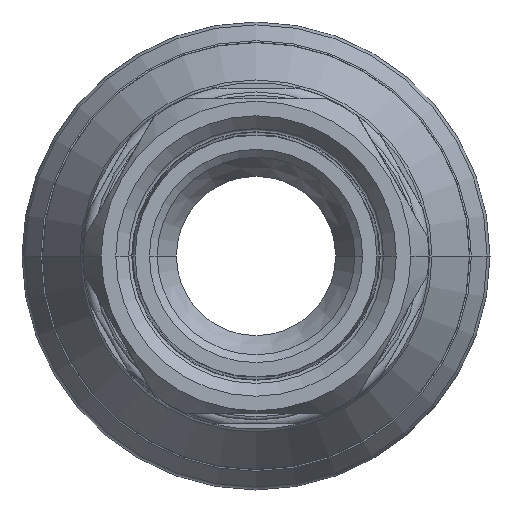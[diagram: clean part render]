
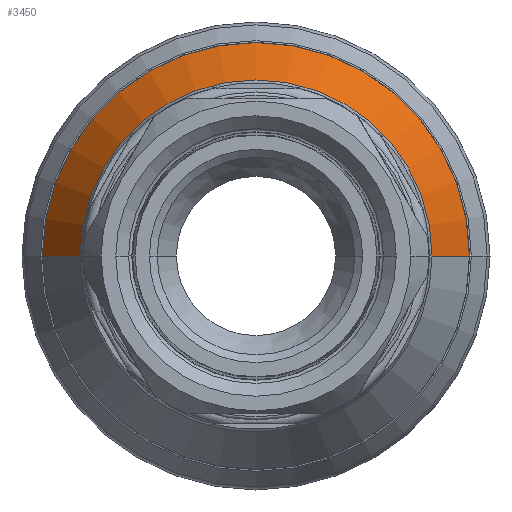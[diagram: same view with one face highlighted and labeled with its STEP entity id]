
A CAD part, left-side view. The second image highlights one B-rep face of the part: STEP entity #3450.
In plain terms, the highlighted conical face has half-angle 30.444 degrees and reference radius 16.367 mm.
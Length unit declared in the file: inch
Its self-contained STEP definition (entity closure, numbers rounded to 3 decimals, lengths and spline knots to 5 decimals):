
#1963=CARTESIAN_POINT('',(0.58358,0.,0.));
#1964=DIRECTION('',(-1.,0.,0.));
#1965=DIRECTION('',(0.,-1.,0.));
#1966=AXIS2_PLACEMENT_3D('',#1963,#1964,#1965);
#1968=CARTESIAN_POINT('',(0.38092,0.,0.));
#1969=DIRECTION('',(1.,0.,0.));
#1970=DIRECTION('',(0.,1.,0.));
#1971=AXIS2_PLACEMENT_3D('',#1968,#1969,#1970);
#1996=DIRECTION('',(-0.862,-0.507,0.));
#1997=VECTOR('',#1996,0.23507);
#1998=CARTESIAN_POINT('',(0.58358,0.67629,0.));
#1999=LINE('',#1998,#1997);
#2005=DIRECTION('',(-0.862,0.507,0.));
#2006=VECTOR('',#2005,0.23507);
#2007=CARTESIAN_POINT('',(0.58358,-0.67629,0.));
#2008=LINE('',#2007,#2006);
#2726=CARTESIAN_POINT('',(0.38092,0.55718,0.));
#2727=CARTESIAN_POINT('',(0.38092,-0.55718,0.));
#2728=VERTEX_POINT('',#2726);
#2729=VERTEX_POINT('',#2727);
#2834=CARTESIAN_POINT('',(0.58358,-0.67629,0.));
#2835=CARTESIAN_POINT('',(0.58358,0.67629,0.));
#2836=VERTEX_POINT('',#2834);
#2837=VERTEX_POINT('',#2835);
#3435=CARTESIAN_POINT('',(0.5293,0.,0.));
#3436=DIRECTION('',(1.,0.,0.));
#3437=DIRECTION('',(0.,1.,0.));
#3438=AXIS2_PLACEMENT_3D('',#3435,#3436,#3437);
#3439=CONICAL_SURFACE('',#3438,0.64439,30.444);
#3441=ORIENTED_EDGE('',*,*,#3440,.F.);
#3443=ORIENTED_EDGE('',*,*,#3442,.T.);
#3445=ORIENTED_EDGE('',*,*,#3444,.F.);
#3447=ORIENTED_EDGE('',*,*,#3446,.F.);
#3448=EDGE_LOOP('',(#3441,#3443,#3445,#3447));
#3449=FACE_OUTER_BOUND('',#3448,.F.);
#1967=CIRCLE('',#1966,0.67629);
#1972=CIRCLE('',#1971,0.55718);
#3440=EDGE_CURVE('',#2836,#2837,#1967,.T.);
#3442=EDGE_CURVE('',#2836,#2729,#2008,.T.);
#3444=EDGE_CURVE('',#2728,#2729,#1972,.T.);
#3446=EDGE_CURVE('',#2837,#2728,#1999,.T.);
#3450=ADVANCED_FACE('',(#3449),#3439,.T.);
